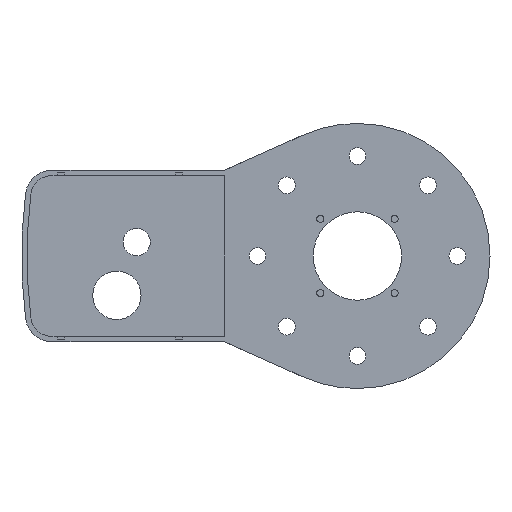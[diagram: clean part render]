
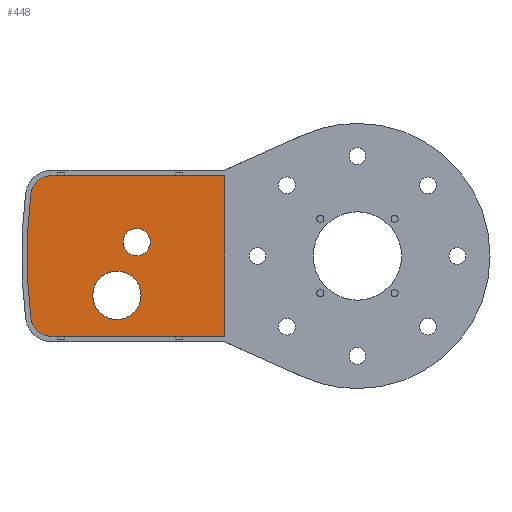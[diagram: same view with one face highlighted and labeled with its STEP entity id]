
A CAD part, front view. The second image highlights one B-rep face of the part: STEP entity #448.
In plain terms, the highlighted planar face has unit normal (0, -1, 0).
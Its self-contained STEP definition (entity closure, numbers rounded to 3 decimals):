
#4 = DIRECTION ( 'NONE',  ( 0., -1., 0. ) ) ;
#7 = EDGE_CURVE ( 'NONE', #1621, #780, #1947, .T. ) ;
#23 = EDGE_CURVE ( 'NONE', #997, #1185, #1225, .T. ) ;
#47 = EDGE_CURVE ( 'NONE', #1439, #997, #143, .T. ) ;
#49 = VERTEX_POINT ( 'NONE', #618 ) ;
#51 = ORIENTED_EDGE ( 'NONE', *, *, #2550, .T. ) ;
#80 = EDGE_CURVE ( 'NONE', #780, #1621, #510, .T. ) ;
#104 = EDGE_CURVE ( 'NONE', #2713, #941, #263, .T. ) ;
#143 = CIRCLE ( 'NONE', #727, 272. ) ;
#149 = CARTESIAN_POINT ( 'NONE',  ( -257.833, 38.5, -33.5 ) ) ;
#192 = DIRECTION ( 'NONE',  ( 0., -1., 0. ) ) ;
#219 = ORIENTED_EDGE ( 'NONE', *, *, #23, .T. ) ;
#263 = CIRCLE ( 'NONE', #1523, 13.665 ) ;
#347 = VECTOR ( 'NONE', #652, 1000. ) ;
#349 = VECTOR ( 'NONE', #2066, 1000. ) ;
#365 = FACE_BOUND ( 'NONE', #2506, .T. ) ;
#448 = ADVANCED_FACE ( 'NONE', ( #1656, #365, #1221 ), #2079, .F. ) ;
#453 = CARTESIAN_POINT ( 'NONE',  ( -257.833, 38.5, -33.5 ) ) ;
#500 = CIRCLE ( 'NONE', #2460, 13.665 ) ;
#510 = CIRCLE ( 'NONE', #2081, 7.723 ) ;
#521 = CARTESIAN_POINT ( 'NONE',  ( -221.06, 38.5, -8.572 ) ) ;
#536 = CARTESIAN_POINT ( 'NONE',  ( -269.733, 38.5, -35.046 ) ) ;
#560 = EDGE_LOOP ( 'NONE', ( #2080, #1608 ) ) ;
#618 = CARTESIAN_POINT ( 'NONE',  ( -160., 38.5, -45.5 ) ) ;
#652 = DIRECTION ( 'NONE',  ( -1., 0., 0. ) ) ;
#655 = DIRECTION ( 'NONE',  ( 0., 0., 1. ) ) ;
#727 = AXIS2_PLACEMENT_3D ( 'NONE', #2122, #192, #1683 ) ;
#773 = EDGE_CURVE ( 'NONE', #1612, #1464, #1120, .T. ) ;
#780 = VERTEX_POINT ( 'NONE', #1514 ) ;
#791 = CARTESIAN_POINT ( 'NONE',  ( -221.06, 38.5, -22.236 ) ) ;
#805 = DIRECTION ( 'NONE',  ( 0., 0., 1. ) ) ;
#880 = DIRECTION ( 'NONE',  ( 0., 0., 1. ) ) ;
#893 = CARTESIAN_POINT ( 'NONE',  ( -160., 38.5, 45.5 ) ) ;
#941 = VERTEX_POINT ( 'NONE', #2262 ) ;
#980 = EDGE_LOOP ( 'NONE', ( #1286, #2737, #219, #1400, #51, #1369 ) ) ;
#997 = VERTEX_POINT ( 'NONE', #536 ) ;
#1010 = DIRECTION ( 'NONE',  ( 0., 0., 1. ) ) ;
#1025 = EDGE_CURVE ( 'NONE', #941, #2713, #500, .T. ) ;
#1026 = EDGE_CURVE ( 'NONE', #1464, #1439, #1886, .T. ) ;
#1029 = LINE ( 'NONE', #1702, #349 ) ;
#1038 = DIRECTION ( 'NONE',  ( 0., 1., 0. ) ) ;
#1068 = DIRECTION ( 'NONE',  ( 0., 1., 0. ) ) ;
#1076 = CARTESIAN_POINT ( 'NONE',  ( -269.733, 38.5, 35.046 ) ) ;
#1097 = DIRECTION ( 'NONE',  ( 0., 1., 0. ) ) ;
#1107 = LINE ( 'NONE', #893, #1512 ) ;
#1120 = LINE ( 'NONE', #2199, #347 ) ;
#1185 = VERTEX_POINT ( 'NONE', #1388 ) ;
#1221 = FACE_OUTER_BOUND ( 'NONE', #980, .T. ) ;
#1225 = CIRCLE ( 'NONE', #2348, 12. ) ;
#1239 = EDGE_CURVE ( 'NONE', #1185, #49, #1029, .T. ) ;
#1278 = DIRECTION ( 'NONE',  ( 0., 0., 1. ) ) ;
#1286 = ORIENTED_EDGE ( 'NONE', *, *, #1026, .T. ) ;
#1317 = ORIENTED_EDGE ( 'NONE', *, *, #7, .T. ) ;
#1353 = AXIS2_PLACEMENT_3D ( 'NONE', #1631, #1838, #2280 ) ;
#1369 = ORIENTED_EDGE ( 'NONE', *, *, #773, .T. ) ;
#1388 = CARTESIAN_POINT ( 'NONE',  ( -257.833, 38.5, -45.5 ) ) ;
#1400 = ORIENTED_EDGE ( 'NONE', *, *, #1239, .T. ) ;
#1439 = VERTEX_POINT ( 'NONE', #1076 ) ;
#1464 = VERTEX_POINT ( 'NONE', #2432 ) ;
#1512 = VECTOR ( 'NONE', #880, 1000. ) ;
#1514 = CARTESIAN_POINT ( 'NONE',  ( -209.875, 38.5, 0.133 ) ) ;
#1523 = AXIS2_PLACEMENT_3D ( 'NONE', #1939, #1038, #1893 ) ;
#1607 = CARTESIAN_POINT ( 'NONE',  ( -160., 38.5, 45.5 ) ) ;
#1608 = ORIENTED_EDGE ( 'NONE', *, *, #1025, .T. ) ;
#1612 = VERTEX_POINT ( 'NONE', #1607 ) ;
#1621 = VERTEX_POINT ( 'NONE', #1697 ) ;
#1631 = CARTESIAN_POINT ( 'NONE',  ( -257.833, 38.5, 33.5 ) ) ;
#1656 = FACE_BOUND ( 'NONE', #560, .T. ) ;
#1683 = DIRECTION ( 'NONE',  ( 0., 0., 1. ) ) ;
#1697 = CARTESIAN_POINT ( 'NONE',  ( -209.875, 38.5, 15.579 ) ) ;
#1702 = CARTESIAN_POINT ( 'NONE',  ( -257.833, 38.5, -45.5 ) ) ;
#1711 = CARTESIAN_POINT ( 'NONE',  ( -209.875, 38.5, 7.856 ) ) ;
#1838 = DIRECTION ( 'NONE',  ( 0., -1., 0. ) ) ;
#1886 = CIRCLE ( 'NONE', #1353, 12. ) ;
#1893 = DIRECTION ( 'NONE',  ( 0., 0., 1. ) ) ;
#1907 = CARTESIAN_POINT ( 'NONE',  ( -209.875, 38.5, 7.856 ) ) ;
#1939 = CARTESIAN_POINT ( 'NONE',  ( -221.06, 38.5, -22.236 ) ) ;
#1947 = CIRCLE ( 'NONE', #2567, 7.723 ) ;
#2066 = DIRECTION ( 'NONE',  ( 1., 0., 0. ) ) ;
#2079 = PLANE ( 'NONE',  #2148 ) ;
#2080 = ORIENTED_EDGE ( 'NONE', *, *, #104, .T. ) ;
#2081 = AXIS2_PLACEMENT_3D ( 'NONE', #1907, #1068, #655 ) ;
#2122 = CARTESIAN_POINT ( 'NONE',  ( 0., 38.5, 0. ) ) ;
#2148 = AXIS2_PLACEMENT_3D ( 'NONE', #149, #2508, #1010 ) ;
#2199 = CARTESIAN_POINT ( 'NONE',  ( -257.833, 38.5, 45.5 ) ) ;
#2215 = ORIENTED_EDGE ( 'NONE', *, *, #80, .T. ) ;
#2262 = CARTESIAN_POINT ( 'NONE',  ( -221.06, 38.5, -35.901 ) ) ;
#2280 = DIRECTION ( 'NONE',  ( 0., 0., 1. ) ) ;
#2317 = DIRECTION ( 'NONE',  ( 0., 0., 1. ) ) ;
#2348 = AXIS2_PLACEMENT_3D ( 'NONE', #453, #4, #1278 ) ;
#2432 = CARTESIAN_POINT ( 'NONE',  ( -257.833, 38.5, 45.5 ) ) ;
#2460 = AXIS2_PLACEMENT_3D ( 'NONE', #791, #2725, #805 ) ;
#2506 = EDGE_LOOP ( 'NONE', ( #1317, #2215 ) ) ;
#2508 = DIRECTION ( 'NONE',  ( 0., 1., 0. ) ) ;
#2550 = EDGE_CURVE ( 'NONE', #49, #1612, #1107, .T. ) ;
#2567 = AXIS2_PLACEMENT_3D ( 'NONE', #1711, #1097, #2317 ) ;
#2713 = VERTEX_POINT ( 'NONE', #521 ) ;
#2725 = DIRECTION ( 'NONE',  ( 0., 1., 0. ) ) ;
#2737 = ORIENTED_EDGE ( 'NONE', *, *, #47, .T. ) ;
